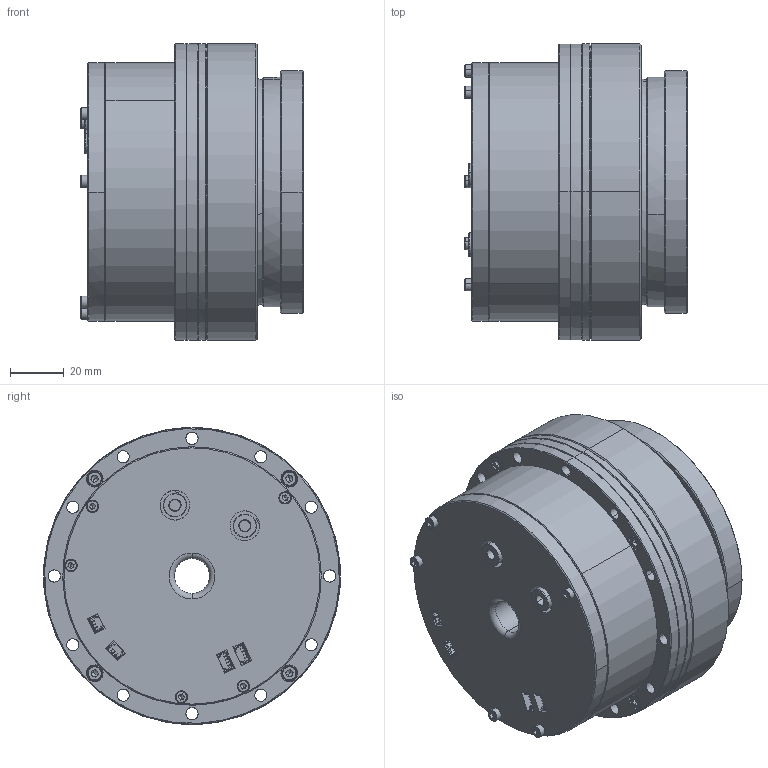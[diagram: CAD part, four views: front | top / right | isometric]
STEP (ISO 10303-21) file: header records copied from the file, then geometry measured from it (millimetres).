
FILE_DESCRIPTION (( 'STEP AP214' ), '1' );
FILE_NAME ('Joint D110.STEP', '2024-03-06T14:48:40', ( '' ), ( '' ), 'SwSTEP 2.0', 'SolidWorks 2023', '' );
FILE_SCHEMA (( 'AUTOMOTIVE_DESIGN' ));
Length unit declared in the file: metre
Products named in the file (1): Joint D110
Bounding box: 82.4 x 109.68 x 110 mm (x, y, z)
Surface area: 62024.6 mm2 (no closed solid volume)
Topology: 0 solids, 26 shells, 1207 faces, 3539 edges, 2383 vertices
Faces by surface type: plane 785, cylinder 250, cone 122, torus 50
Entity records: 51447 total; most frequent: CARTESIAN_POINT 27213, ORIENTED_EDGE 6025, B_SPLINE_CURVE_WITH_KNOTS 3481, EDGE_CURVE 3481, DIRECTION 2416, VERTEX_POINT 2383, EDGE_LOOP 1387, AXIS2_PLACEMENT_3D 1208
